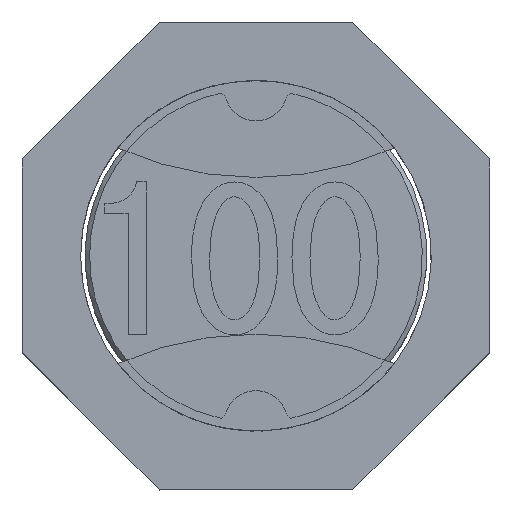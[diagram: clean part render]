
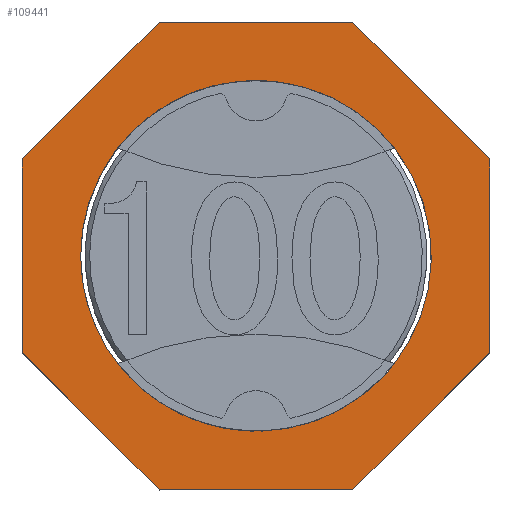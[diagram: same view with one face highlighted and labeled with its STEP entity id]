
A CAD part, top view. The second image highlights one B-rep face of the part: STEP entity #109441.
In plain terms, the highlighted free-form (B-spline) face has degree [1, 1] with [2, 2] control points.
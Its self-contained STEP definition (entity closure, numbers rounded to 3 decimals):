
#109364=CARTESIAN_POINT('',(-4.045,0.,0.));
#109365=CARTESIAN_POINT('',(0.,4.045,0.));
#109366=CARTESIAN_POINT('',(0.,-4.045,0.));
#109367=CARTESIAN_POINT('',(4.045,0.,0.));
#109368=B_SPLINE_SURFACE_WITH_KNOTS('',1,1,((#109364,#109365),(#109366,#109367)),.PLANE_SURF.,.F.,.F.,.U.,(2,2),(2,2),(0.,1.),(0.,1.),.UNSPECIFIED.);
#109369=CARTESIAN_POINT('',(2.6,-1.077,0.));
#109370=VERTEX_POINT('',#109369);
#109371=CARTESIAN_POINT('',(2.6,1.077,0.));
#109372=VERTEX_POINT('',#109371);
#109373=CARTESIAN_POINT('',(2.6,-1.077,0.));
#109374=CARTESIAN_POINT('',(2.6,1.077,0.));
#109375=B_SPLINE_CURVE_WITH_KNOTS('',1,(#109373,#109374),.POLYLINE_FORM.,.F.,.U.,(2,2),(0.,1.),.UNSPECIFIED.);
#109376=EDGE_CURVE('',#109370,#109372,#109375,.T.);
#109377=ORIENTED_EDGE('',*,*,#109376,.T.);
#109378=CARTESIAN_POINT('',(1.077,2.6,0.));
#109379=VERTEX_POINT('',#109378);
#109380=CARTESIAN_POINT('',(2.6,1.077,0.));
#109381=CARTESIAN_POINT('',(1.077,2.6,0.));
#109382=B_SPLINE_CURVE_WITH_KNOTS('',1,(#109380,#109381),.POLYLINE_FORM.,.F.,.U.,(2,2),(0.,1.),.UNSPECIFIED.);
#109383=EDGE_CURVE('',#109372,#109379,#109382,.T.);
#109384=ORIENTED_EDGE('',*,*,#109383,.T.);
#109385=CARTESIAN_POINT('',(-1.077,2.6,0.));
#109386=VERTEX_POINT('',#109385);
#109387=CARTESIAN_POINT('',(1.077,2.6,0.));
#109388=CARTESIAN_POINT('',(-1.077,2.6,0.));
#109389=B_SPLINE_CURVE_WITH_KNOTS('',1,(#109387,#109388),.POLYLINE_FORM.,.F.,.U.,(2,2),(0.,1.),.UNSPECIFIED.);
#109390=EDGE_CURVE('',#109379,#109386,#109389,.T.);
#109391=ORIENTED_EDGE('',*,*,#109390,.T.);
#109392=CARTESIAN_POINT('',(-2.6,1.077,0.));
#109393=VERTEX_POINT('',#109392);
#109394=CARTESIAN_POINT('',(-1.077,2.6,0.));
#109395=CARTESIAN_POINT('',(-2.6,1.077,0.));
#109396=B_SPLINE_CURVE_WITH_KNOTS('',1,(#109394,#109395),.POLYLINE_FORM.,.F.,.U.,(2,2),(0.,1.),.UNSPECIFIED.);
#109397=EDGE_CURVE('',#109386,#109393,#109396,.T.);
#109398=ORIENTED_EDGE('',*,*,#109397,.T.);
#109399=CARTESIAN_POINT('',(-2.6,-1.077,0.));
#109400=VERTEX_POINT('',#109399);
#109401=CARTESIAN_POINT('',(-2.6,1.077,0.));
#109402=CARTESIAN_POINT('',(-2.6,-1.077,0.));
#109403=B_SPLINE_CURVE_WITH_KNOTS('',1,(#109401,#109402),.POLYLINE_FORM.,.F.,.U.,(2,2),(0.,1.),.UNSPECIFIED.);
#109404=EDGE_CURVE('',#109393,#109400,#109403,.T.);
#109405=ORIENTED_EDGE('',*,*,#109404,.T.);
#109406=CARTESIAN_POINT('',(-1.077,-2.6,0.));
#109407=VERTEX_POINT('',#109406);
#109408=CARTESIAN_POINT('',(-2.6,-1.077,0.));
#109409=CARTESIAN_POINT('',(-1.077,-2.6,0.));
#109410=B_SPLINE_CURVE_WITH_KNOTS('',1,(#109408,#109409),.POLYLINE_FORM.,.F.,.U.,(2,2),(0.,1.),.UNSPECIFIED.);
#109411=EDGE_CURVE('',#109400,#109407,#109410,.T.);
#109412=ORIENTED_EDGE('',*,*,#109411,.T.);
#109413=CARTESIAN_POINT('',(1.077,-2.6,0.));
#109414=VERTEX_POINT('',#109413);
#109415=CARTESIAN_POINT('',(-1.077,-2.6,0.));
#109416=CARTESIAN_POINT('',(1.077,-2.6,0.));
#109417=B_SPLINE_CURVE_WITH_KNOTS('',1,(#109415,#109416),.POLYLINE_FORM.,.F.,.U.,(2,2),(0.,1.),.UNSPECIFIED.);
#109418=EDGE_CURVE('',#109407,#109414,#109417,.T.);
#109419=ORIENTED_EDGE('',*,*,#109418,.T.);
#109420=CARTESIAN_POINT('',(1.077,-2.6,0.));
#109421=CARTESIAN_POINT('',(2.6,-1.077,0.));
#109422=B_SPLINE_CURVE_WITH_KNOTS('',1,(#109420,#109421),.POLYLINE_FORM.,.F.,.U.,(2,2),(0.,1.),.UNSPECIFIED.);
#109423=EDGE_CURVE('',#109414,#109370,#109422,.T.);
#109424=ORIENTED_EDGE('',*,*,#109423,.T.);
#109425=EDGE_LOOP('',(#109377,#109384,#109391,#109398,#109405,#109412,#109419,#109424));
#109426=FACE_OUTER_BOUND('',#109425,.T.);
#109427=CARTESIAN_POINT('',(1.379,-1.379,0.));
#109428=VERTEX_POINT('',#109427);
#109429=CARTESIAN_POINT('',(1.379,-1.379,0.));
#109430=CARTESIAN_POINT('',(-1.009,-3.767,0.));
#109431=CARTESIAN_POINT('',(-1.884,-0.505,0.));
#109432=CARTESIAN_POINT('',(-2.758,2.758,0.));
#109433=CARTESIAN_POINT('',(0.505,1.884,0.));
#109434=CARTESIAN_POINT('',(3.767,1.009,0.));
#109435=CARTESIAN_POINT('',(1.379,-1.379,0.));
#109436=(BOUNDED_CURVE()B_SPLINE_CURVE(2,(#109429,#109430,#109431,#109432,#109433,#109434,#109435),.CIRCULAR_ARC.,.T.,.U.)B_SPLINE_CURVE_WITH_KNOTS((3,2,2,3),(0.,0.333,0.667,1.),.UNSPECIFIED.)CURVE()GEOMETRIC_REPRESENTATION_ITEM()RATIONAL_B_SPLINE_CURVE((1.,0.5,1.,0.5,1.,0.5,1.))REPRESENTATION_ITEM(''));
#109437=EDGE_CURVE('',#109428,#109428,#109436,.T.);
#109438=ORIENTED_EDGE('',*,*,#109437,.T.);
#109439=EDGE_LOOP('',(#109438));
#109440=FACE_BOUND('',#109439,.T.);
#109441=ADVANCED_FACE('',(#109426,#109440),#109368,.T.);
